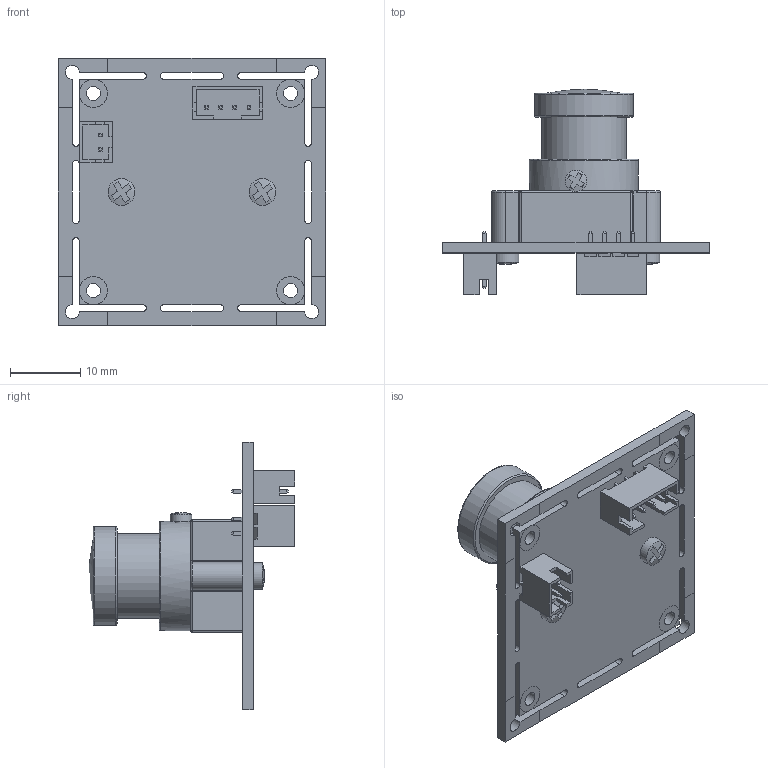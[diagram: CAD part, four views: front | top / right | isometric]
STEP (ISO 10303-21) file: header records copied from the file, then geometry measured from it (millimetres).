
FILE_DESCRIPTION(/* description */ ('STEP AP214'),/* implementation_level */ '2;1');
FILE_NAME(/* name */ '00_Arducam_USB.ipt.step',/* time_stamp */ '2022-11-29T07:35:25+01:00',/* author */ (''),/* organization */ (''),/* preprocessor_version */ 'ST-DEVELOPER v18.1',/* originating_system */ 'Autodesk Inventor 2022',/* authorisation */ '');
FILE_SCHEMA (('AUTOMOTIVE_DESIGN { 1 0 10303 214 3 1 1 }'));
Length unit declared in the file: millimetre
Products named in the file (1): 00_Arducam_USB
Bounding box: 38 x 29.17 x 38 mm (x, y, z)
Volume: 6356.6 mm3; surface area: 5422.7 mm2
Topology: 6 solids, 52 shells, 639 faces, 1596 edges, 1037 vertices
Faces by surface type: plane 522, cylinder 55, bspline 42, torus 11, sphere 8, cone 1
Full cylindrical faces by diameter (mm): 1.8 x1, 2 x8, 3.04 x1, 3.8 x2, 12 x1, 14 x1, 15.5 x1
Entity records: 20144 total; most frequent: CARTESIAN_POINT 4411, ORIENTED_EDGE 3034, DIRECTION 2874, EDGE_CURVE 1596, LINE 1292, VECTOR 1292, VERTEX_POINT 1037, AXIS2_PLACEMENT_3D 791
